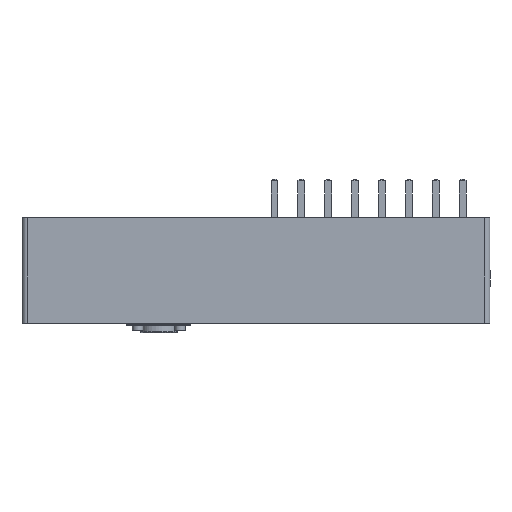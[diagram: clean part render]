
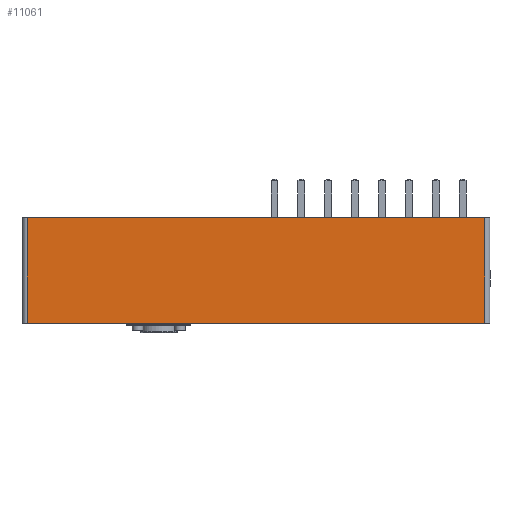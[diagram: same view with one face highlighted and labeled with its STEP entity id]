
A CAD part, front view. The second image highlights one B-rep face of the part: STEP entity #11061.
In plain terms, the highlighted planar face has unit normal (0, -1, 0).
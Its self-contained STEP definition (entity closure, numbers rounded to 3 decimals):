
#1136=FACE_OUTER_BOUND('',#1854,.T.);
#1854=EDGE_LOOP('',(#9435,#9436,#9437,#9438));
#3043=LINE('',#17688,#4250);
#3058=LINE('',#17724,#4265);
#3059=LINE('',#17728,#4266);
#3060=LINE('',#17729,#4267);
#4250=VECTOR('',#14724,10.);
#4265=VECTOR('',#14751,10.);
#4266=VECTOR('',#14756,10.);
#4267=VECTOR('',#14757,10.);
#5167=VERTEX_POINT('',#17685);
#5168=VERTEX_POINT('',#17687);
#5183=VERTEX_POINT('',#17723);
#5184=VERTEX_POINT('',#17727);
#6589=EDGE_CURVE('',#5167,#5168,#3043,.T.);
#6607=EDGE_CURVE('',#5168,#5183,#3058,.T.);
#6609=EDGE_CURVE('',#5184,#5167,#3059,.T.);
#6610=EDGE_CURVE('',#5183,#5184,#3060,.T.);
#9435=ORIENTED_EDGE('',*,*,#6607,.F.);
#9436=ORIENTED_EDGE('',*,*,#6589,.F.);
#9437=ORIENTED_EDGE('',*,*,#6609,.F.);
#9438=ORIENTED_EDGE('',*,*,#6610,.F.);
#9983=PLANE('',#11947);
#11061=ADVANCED_FACE('',(#1136),#9983,.T.);
#11947=AXIS2_PLACEMENT_3D('',#17726,#14754,#14755);
#14724=DIRECTION('',(-1.,0.,0.));
#14751=DIRECTION('',(0.,0.,1.));
#14754=DIRECTION('center_axis',(0.,-1.,0.));
#14755=DIRECTION('ref_axis',(1.,0.,0.));
#14756=DIRECTION('',(0.,0.,-1.));
#14757=DIRECTION('',(1.,0.,0.));
#17685=CARTESIAN_POINT('',(135.7,-92.5,-3.49));
#17687=CARTESIAN_POINT('',(92.5,-92.5,-3.49));
#17688=CARTESIAN_POINT('',(136.2,-92.5,-3.49));
#17723=CARTESIAN_POINT('',(92.5,-92.5,6.51));
#17724=CARTESIAN_POINT('',(92.5,-92.5,1.51));
#17726=CARTESIAN_POINT('Origin',(92.,-92.5,1.51));
#17727=CARTESIAN_POINT('',(135.7,-92.5,6.51));
#17728=CARTESIAN_POINT('',(135.7,-92.5,1.51));
#17729=CARTESIAN_POINT('',(136.2,-92.5,6.51));
